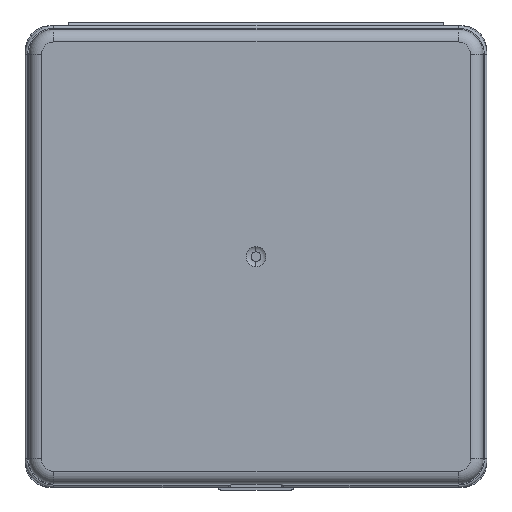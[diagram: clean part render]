
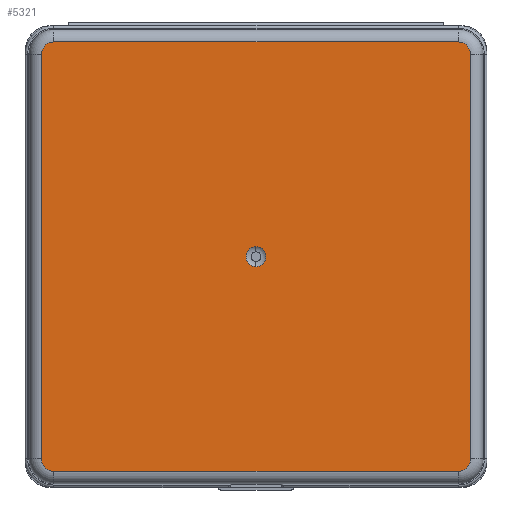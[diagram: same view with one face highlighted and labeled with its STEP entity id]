
A CAD part, front view. The second image highlights one B-rep face of the part: STEP entity #5321.
In plain terms, the highlighted planar face has unit normal (0, -1, 0).
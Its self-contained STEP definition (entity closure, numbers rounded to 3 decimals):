
#472 = AXIS2_PLACEMENT_3D ( 'NONE', #1634, #3191, #7654 ) ;
#645 = AXIS2_PLACEMENT_3D ( 'NONE', #2244, #8272, #7400 ) ;
#791 = AXIS2_PLACEMENT_3D ( 'NONE', #9009, #3851, #6795 ) ;
#898 = CARTESIAN_POINT ( 'NONE',  ( 0., 0., 0. ) ) ;
#1147 = DIRECTION ( 'NONE',  ( 0., 1., 0. ) ) ;
#1400 = VERTEX_POINT ( 'NONE', #2278 ) ;
#1445 = DIRECTION ( 'NONE',  ( 0., 0., -1. ) ) ;
#1528 = CARTESIAN_POINT ( 'NONE',  ( 91., 0., -86. ) ) ;
#1599 = VECTOR ( 'NONE', #6630, 1000. ) ;
#1634 = CARTESIAN_POINT ( 'NONE',  ( 0., 0., 0. ) ) ;
#1727 = EDGE_CURVE ( 'NONE', #6766, #7164, #6963, .T. ) ;
#1874 = VERTEX_POINT ( 'NONE', #5396 ) ;
#2031 = ORIENTED_EDGE ( 'NONE', *, *, #4454, .F. ) ;
#2044 = CARTESIAN_POINT ( 'NONE',  ( 0., 0., -4. ) ) ;
#2075 = VERTEX_POINT ( 'NONE', #2369 ) ;
#2199 = EDGE_CURVE ( 'NONE', #8702, #6375, #4240, .T. ) ;
#2244 = CARTESIAN_POINT ( 'NONE',  ( 81., 0., -81. ) ) ;
#2278 = CARTESIAN_POINT ( 'NONE',  ( 81., 0., -86. ) ) ;
#2319 = EDGE_CURVE ( 'NONE', #6375, #8702, #5020, .T. ) ;
#2363 = CARTESIAN_POINT ( 'NONE',  ( -91., 0., 86. ) ) ;
#2369 = CARTESIAN_POINT ( 'NONE',  ( 86., 0., -81. ) ) ;
#2456 = LINE ( 'NONE', #2363, #7955 ) ;
#2525 = ORIENTED_EDGE ( 'NONE', *, *, #2199, .F. ) ;
#2656 = CIRCLE ( 'NONE', #645, 5. ) ;
#2764 = CARTESIAN_POINT ( 'NONE',  ( 86., 0., 91. ) ) ;
#2862 = DIRECTION ( 'NONE',  ( 1., 0., 0. ) ) ;
#2981 = CIRCLE ( 'NONE', #791, 5. ) ;
#3083 = CARTESIAN_POINT ( 'NONE',  ( 81., 0., 86. ) ) ;
#3117 = CARTESIAN_POINT ( 'NONE',  ( -86., 0., -91. ) ) ;
#3191 = DIRECTION ( 'NONE',  ( 0., -1., 0. ) ) ;
#3201 = ORIENTED_EDGE ( 'NONE', *, *, #1727, .F. ) ;
#3240 = AXIS2_PLACEMENT_3D ( 'NONE', #7115, #1147, #9384 ) ;
#3276 = AXIS2_PLACEMENT_3D ( 'NONE', #898, #3795, #4811 ) ;
#3290 = DIRECTION ( 'NONE',  ( -1., 0., 0. ) ) ;
#3293 = FACE_BOUND ( 'NONE', #8859, .T. ) ;
#3314 = EDGE_CURVE ( 'NONE', #2075, #7164, #3651, .T. ) ;
#3651 = LINE ( 'NONE', #2764, #1599 ) ;
#3656 = DIRECTION ( 'NONE',  ( 0., 1., 0. ) ) ;
#3660 = VERTEX_POINT ( 'NONE', #4910 ) ;
#3795 = DIRECTION ( 'NONE',  ( 0., -1., 0. ) ) ;
#3851 = DIRECTION ( 'NONE',  ( 0., 1., 0. ) ) ;
#4240 = CIRCLE ( 'NONE', #3276, 4. ) ;
#4454 = EDGE_CURVE ( 'NONE', #2075, #1400, #2656, .T. ) ;
#4476 = LINE ( 'NONE', #1528, #6547 ) ;
#4573 = FACE_OUTER_BOUND ( 'NONE', #7377, .T. ) ;
#4811 = DIRECTION ( 'NONE',  ( 0., 0., -1. ) ) ;
#4823 = CIRCLE ( 'NONE', #3240, 5. ) ;
#4874 = CARTESIAN_POINT ( 'NONE',  ( -81., 0., -86. ) ) ;
#4910 = CARTESIAN_POINT ( 'NONE',  ( -86., 0., 81. ) ) ;
#4915 = DIRECTION ( 'NONE',  ( 0., -1., 0. ) ) ;
#5016 = DIRECTION ( 'NONE',  ( 0., 0., -1. ) ) ;
#5020 = CIRCLE ( 'NONE', #6576, 4. ) ;
#5186 = VECTOR ( 'NONE', #5424, 1000. ) ;
#5321 = ADVANCED_FACE ( 'NONE', ( #3293, #4573 ), #7563, .T. ) ;
#5371 = CARTESIAN_POINT ( 'NONE',  ( -81., 0., 86. ) ) ;
#5396 = CARTESIAN_POINT ( 'NONE',  ( -86., 0., -81. ) ) ;
#5401 = AXIS2_PLACEMENT_3D ( 'NONE', #8019, #3656, #1445 ) ;
#5424 = DIRECTION ( 'NONE',  ( 0., 0., -1. ) ) ;
#5456 = EDGE_CURVE ( 'NONE', #8432, #1400, #4476, .T. ) ;
#5773 = ORIENTED_EDGE ( 'NONE', *, *, #5960, .T. ) ;
#5951 = EDGE_CURVE ( 'NONE', #3660, #8887, #2981, .T. ) ;
#5960 = EDGE_CURVE ( 'NONE', #3660, #1874, #7675, .T. ) ;
#6047 = ORIENTED_EDGE ( 'NONE', *, *, #5951, .F. ) ;
#6375 = VERTEX_POINT ( 'NONE', #2044 ) ;
#6539 = ORIENTED_EDGE ( 'NONE', *, *, #8461, .F. ) ;
#6547 = VECTOR ( 'NONE', #2862, 1000. ) ;
#6576 = AXIS2_PLACEMENT_3D ( 'NONE', #8786, #4915, #5016 ) ;
#6630 = DIRECTION ( 'NONE',  ( 0., 0., 1. ) ) ;
#6766 = VERTEX_POINT ( 'NONE', #3083 ) ;
#6795 = DIRECTION ( 'NONE',  ( 0., 0., -1. ) ) ;
#6963 = CIRCLE ( 'NONE', #5401, 5. ) ;
#7115 = CARTESIAN_POINT ( 'NONE',  ( -81., 0., -81. ) ) ;
#7164 = VERTEX_POINT ( 'NONE', #9106 ) ;
#7377 = EDGE_LOOP ( 'NONE', ( #3201, #7868, #6047, #5773, #6539, #8695, #2031, #9618 ) ) ;
#7400 = DIRECTION ( 'NONE',  ( 0., 0., -1. ) ) ;
#7563 = PLANE ( 'NONE',  #472 ) ;
#7654 = DIRECTION ( 'NONE',  ( 0., 0., -1. ) ) ;
#7675 = LINE ( 'NONE', #3117, #5186 ) ;
#7868 = ORIENTED_EDGE ( 'NONE', *, *, #8266, .T. ) ;
#7955 = VECTOR ( 'NONE', #3290, 1000. ) ;
#8019 = CARTESIAN_POINT ( 'NONE',  ( 81., 0., 81. ) ) ;
#8266 = EDGE_CURVE ( 'NONE', #6766, #8887, #2456, .T. ) ;
#8272 = DIRECTION ( 'NONE',  ( 0., 1., 0. ) ) ;
#8432 = VERTEX_POINT ( 'NONE', #4874 ) ;
#8461 = EDGE_CURVE ( 'NONE', #8432, #1874, #4823, .T. ) ;
#8695 = ORIENTED_EDGE ( 'NONE', *, *, #5456, .T. ) ;
#8702 = VERTEX_POINT ( 'NONE', #9108 ) ;
#8786 = CARTESIAN_POINT ( 'NONE',  ( 0., 0., 0. ) ) ;
#8859 = EDGE_LOOP ( 'NONE', ( #2525, #9354 ) ) ;
#8887 = VERTEX_POINT ( 'NONE', #5371 ) ;
#9009 = CARTESIAN_POINT ( 'NONE',  ( -81., 0., 81. ) ) ;
#9106 = CARTESIAN_POINT ( 'NONE',  ( 86., 0., 81. ) ) ;
#9108 = CARTESIAN_POINT ( 'NONE',  ( 0., 0., 4. ) ) ;
#9354 = ORIENTED_EDGE ( 'NONE', *, *, #2319, .F. ) ;
#9384 = DIRECTION ( 'NONE',  ( 0., 0., -1. ) ) ;
#9618 = ORIENTED_EDGE ( 'NONE', *, *, #3314, .T. ) ;
